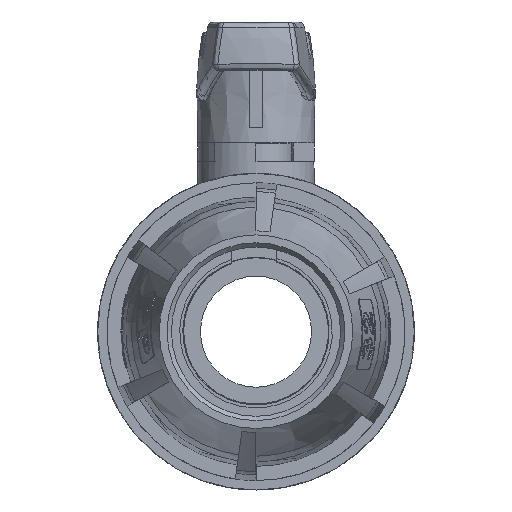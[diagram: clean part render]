
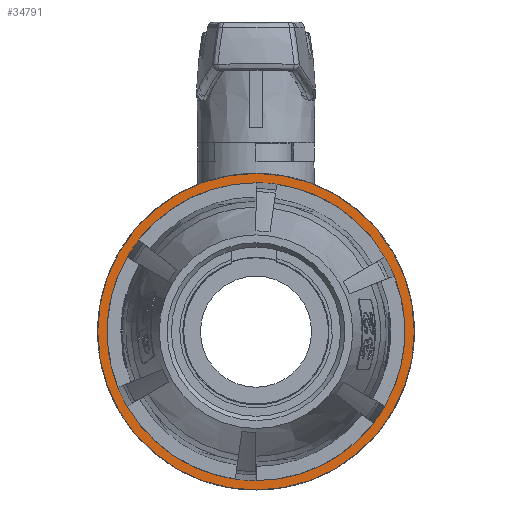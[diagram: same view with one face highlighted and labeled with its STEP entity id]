
A CAD part, left-side view. The second image highlights one B-rep face of the part: STEP entity #34791.
In plain terms, the highlighted planar face has unit normal (-1, 0, 0).
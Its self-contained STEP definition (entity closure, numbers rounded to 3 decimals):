
#1377=CIRCLE('',#37199,21.);
#1380=CIRCLE('',#37203,21.);
#1389=CIRCLE('',#37219,21.);
#1392=CIRCLE('',#37227,21.);
#1394=CIRCLE('',#37234,21.);
#1396=CIRCLE('',#37241,21.);
#1399=CIRCLE('',#37254,33.5);
#2719=FACE_BOUND('',#6828,.T.);
#4680=FACE_OUTER_BOUND('',#6827,.T.);
#6827=EDGE_LOOP('',(#32015));
#6828=EDGE_LOOP('',(#32016,#32017,#32018,#32019,#32020,#32021,#32022,#32023,
#32024,#32025,#32026,#32027,#32028,#32029,#32030,#32031,#32032,#32033,#32034,
#32035,#32036,#32037,#32038,#32039));
#10737=LINE('',#91200,#13142);
#10740=LINE('',#91213,#13145);
#10743=LINE('',#91220,#13148);
#10750=LINE('',#91386,#13155);
#10753=LINE('',#91391,#13158);
#10754=LINE('',#91393,#13159);
#10758=LINE('',#91405,#13163);
#10760=LINE('',#91409,#13165);
#10763=LINE('',#91415,#13168);
#10767=LINE('',#91427,#13172);
#10769=LINE('',#91431,#13174);
#10772=LINE('',#91437,#13177);
#10776=LINE('',#91449,#13181);
#10778=LINE('',#91453,#13183);
#10781=LINE('',#91459,#13186);
#10785=LINE('',#91471,#13190);
#10787=LINE('',#91475,#13192);
#10788=LINE('',#91477,#13193);
#13142=VECTOR('',#44343,10.);
#13145=VECTOR('',#44348,10.);
#13148=VECTOR('',#44353,10.);
#13155=VECTOR('',#44396,10.);
#13158=VECTOR('',#44401,10.);
#13159=VECTOR('',#44404,10.);
#13163=VECTOR('',#44418,10.);
#13165=VECTOR('',#44422,10.);
#13168=VECTOR('',#44427,10.);
#13172=VECTOR('',#44441,10.);
#13174=VECTOR('',#44445,10.);
#13177=VECTOR('',#44450,10.);
#13181=VECTOR('',#44464,10.);
#13183=VECTOR('',#44468,10.);
#13186=VECTOR('',#44473,10.);
#13190=VECTOR('',#44487,10.);
#13192=VECTOR('',#44491,10.);
#13193=VECTOR('',#44494,10.);
#16537=VERTEX_POINT('',#91197);
#16538=VERTEX_POINT('',#91199);
#16540=VERTEX_POINT('',#91211);
#16543=VERTEX_POINT('',#91218);
#16544=VERTEX_POINT('',#91230);
#16547=VERTEX_POINT('',#91238);
#16570=VERTEX_POINT('',#91383);
#16571=VERTEX_POINT('',#91385);
#16572=VERTEX_POINT('',#91389);
#16573=VERTEX_POINT('',#91395);
#16575=VERTEX_POINT('',#91403);
#16576=VERTEX_POINT('',#91407);
#16578=VERTEX_POINT('',#91413);
#16580=VERTEX_POINT('',#91419);
#16581=VERTEX_POINT('',#91425);
#16582=VERTEX_POINT('',#91429);
#16584=VERTEX_POINT('',#91435);
#16586=VERTEX_POINT('',#91441);
#16587=VERTEX_POINT('',#91447);
#16588=VERTEX_POINT('',#91451);
#16590=VERTEX_POINT('',#91457);
#16592=VERTEX_POINT('',#91463);
#16593=VERTEX_POINT('',#91469);
#16594=VERTEX_POINT('',#91473);
#16600=VERTEX_POINT('',#92835);
#21670=EDGE_CURVE('',#16538,#16537,#10737,.T.);
#21674=EDGE_CURVE('',#16537,#16540,#10740,.T.);
#21677=EDGE_CURVE('',#16540,#16543,#10743,.T.);
#21679=EDGE_CURVE('',#16544,#16538,#1377,.T.);
#21684=EDGE_CURVE('',#16543,#16547,#1380,.T.);
#21712=EDGE_CURVE('',#16571,#16570,#10750,.T.);
#21715=EDGE_CURVE('',#16570,#16572,#10753,.T.);
#21716=EDGE_CURVE('',#16572,#16544,#10754,.T.);
#21717=EDGE_CURVE('',#16573,#16571,#1389,.T.);
#21722=EDGE_CURVE('',#16547,#16575,#10758,.T.);
#21724=EDGE_CURVE('',#16575,#16576,#10760,.T.);
#21727=EDGE_CURVE('',#16576,#16578,#10763,.T.);
#21730=EDGE_CURVE('',#16578,#16580,#1392,.T.);
#21733=EDGE_CURVE('',#16580,#16581,#10767,.T.);
#21735=EDGE_CURVE('',#16581,#16582,#10769,.T.);
#21738=EDGE_CURVE('',#16582,#16584,#10772,.T.);
#21741=EDGE_CURVE('',#16584,#16586,#1394,.T.);
#21744=EDGE_CURVE('',#16586,#16587,#10776,.T.);
#21746=EDGE_CURVE('',#16587,#16588,#10778,.T.);
#21749=EDGE_CURVE('',#16588,#16590,#10781,.T.);
#21752=EDGE_CURVE('',#16590,#16592,#1396,.T.);
#21755=EDGE_CURVE('',#16592,#16593,#10785,.T.);
#21757=EDGE_CURVE('',#16593,#16594,#10787,.T.);
#21758=EDGE_CURVE('',#16594,#16573,#10788,.T.);
#21771=EDGE_CURVE('',#16600,#16600,#1399,.T.);
#32015=ORIENTED_EDGE('',*,*,#21771,.T.);
#32016=ORIENTED_EDGE('',*,*,#21677,.T.);
#32017=ORIENTED_EDGE('',*,*,#21684,.T.);
#32018=ORIENTED_EDGE('',*,*,#21722,.T.);
#32019=ORIENTED_EDGE('',*,*,#21724,.T.);
#32020=ORIENTED_EDGE('',*,*,#21727,.T.);
#32021=ORIENTED_EDGE('',*,*,#21730,.T.);
#32022=ORIENTED_EDGE('',*,*,#21733,.T.);
#32023=ORIENTED_EDGE('',*,*,#21735,.T.);
#32024=ORIENTED_EDGE('',*,*,#21738,.T.);
#32025=ORIENTED_EDGE('',*,*,#21741,.T.);
#32026=ORIENTED_EDGE('',*,*,#21744,.T.);
#32027=ORIENTED_EDGE('',*,*,#21746,.T.);
#32028=ORIENTED_EDGE('',*,*,#21749,.T.);
#32029=ORIENTED_EDGE('',*,*,#21752,.T.);
#32030=ORIENTED_EDGE('',*,*,#21755,.T.);
#32031=ORIENTED_EDGE('',*,*,#21757,.T.);
#32032=ORIENTED_EDGE('',*,*,#21758,.T.);
#32033=ORIENTED_EDGE('',*,*,#21717,.T.);
#32034=ORIENTED_EDGE('',*,*,#21712,.T.);
#32035=ORIENTED_EDGE('',*,*,#21715,.T.);
#32036=ORIENTED_EDGE('',*,*,#21716,.T.);
#32037=ORIENTED_EDGE('',*,*,#21679,.T.);
#32038=ORIENTED_EDGE('',*,*,#21670,.T.);
#32039=ORIENTED_EDGE('',*,*,#21674,.T.);
#32830=PLANE('',#37255);
#34791=ADVANCED_FACE('',(#4680,#2719),#32830,.T.);
#37199=AXIS2_PLACEMENT_3D('',#91231,#44356,#44357);
#37203=AXIS2_PLACEMENT_3D('',#91240,#44366,#44367);
#37219=AXIS2_PLACEMENT_3D('',#91396,#44407,#44408);
#37227=AXIS2_PLACEMENT_3D('',#91421,#44433,#44434);
#37234=AXIS2_PLACEMENT_3D('',#91443,#44456,#44457);
#37241=AXIS2_PLACEMENT_3D('',#91465,#44479,#44480);
#37254=AXIS2_PLACEMENT_3D('',#92836,#44511,#44512);
#37255=AXIS2_PLACEMENT_3D('',#92838,#44514,#44515);
#44343=DIRECTION('',(0.,-0.804,-0.594));
#44348=DIRECTION('',(0.,0.,-1.));
#44353=DIRECTION('',(0.,0.804,-0.594));
#44356=DIRECTION('center_axis',(1.,0.,0.));
#44357=DIRECTION('ref_axis',(0.,0.,
-1.));
#44366=DIRECTION('center_axis',(1.,0.,0.));
#44367=DIRECTION('ref_axis',(0.,0.,
-1.));
#44396=DIRECTION('',(0.,-0.917,0.399));
#44401=DIRECTION('',(0.,-0.866,-0.5));
#44404=DIRECTION('',(0.,-0.113,-0.994));
#44407=DIRECTION('center_axis',(1.,0.,0.));
#44408=DIRECTION('ref_axis',(0.,0.,
-1.));
#44418=DIRECTION('',(0.,0.113,-0.994));
#44422=DIRECTION('',(0.,0.866,-0.5));
#44427=DIRECTION('',(0.,0.917,0.399));
#44433=DIRECTION('center_axis',(1.,0.,0.));
#44434=DIRECTION('ref_axis',(0.,0.,
-1.));
#44441=DIRECTION('',(0.,0.917,-0.399));
#44445=DIRECTION('',(0.,0.866,0.5));
#44450=DIRECTION('',(0.,0.113,0.994));
#44456=DIRECTION('center_axis',(1.,0.,0.));
#44457=DIRECTION('ref_axis',(0.,0.,
-1.));
#44464=DIRECTION('',(0.,0.804,0.594));
#44468=DIRECTION('',(0.,0.,1.));
#44473=DIRECTION('',(0.,-0.804,0.594));
#44479=DIRECTION('center_axis',(1.,0.,0.));
#44480=DIRECTION('ref_axis',(0.,0.,
-1.));
#44487=DIRECTION('',(0.,-0.113,0.994));
#44491=DIRECTION('',(0.,-0.866,0.5));
#44494=DIRECTION('',(0.,-0.917,-0.399));
#44511=DIRECTION('center_axis',(-1.,0.,0.));
#44512=DIRECTION('ref_axis',(0.,0.,
-1.));
#44514=DIRECTION('center_axis',(-1.,0.,0.));
#44515=DIRECTION('ref_axis',(0.,0.,
-1.));
#91197=CARTESIAN_POINT('',(-33.81,-22.211,4.759));
#91199=CARTESIAN_POINT('',(-33.81,-20.292,6.177));
#91200=CARTESIAN_POINT('',(-33.81,-15.303,9.865));
#91211=CARTESIAN_POINT('',(-33.81,-22.211,1.159));
#91213=CARTESIAN_POINT('',(-33.81,-22.211,2.073));
#91218=CARTESIAN_POINT('',(-33.81,-20.283,-0.266));
#91220=CARTESIAN_POINT('',(-33.81,-14.351,-4.65));
#91230=CARTESIAN_POINT('',(-33.81,-12.726,19.327));
#91231=CARTESIAN_POINT('Origin',(-33.81,0.464,2.986));
#91238=CARTESIAN_POINT('',(-33.81,-12.678,-13.394));
#91240=CARTESIAN_POINT('Origin',(-33.81,0.464,2.986));
#91383=CARTESIAN_POINT('',(-33.81,-9.338,23.509));
#91385=CARTESIAN_POINT('',(-33.81,-7.15,22.557));
#91386=CARTESIAN_POINT('',(-33.81,-1.462,20.08));
#91389=CARTESIAN_POINT('',(-33.81,-12.456,21.709));
#91391=CARTESIAN_POINT('',(-33.81,-11.664,22.166));
#91393=CARTESIAN_POINT('',(-33.81,-13.557,11.999));
#91395=CARTESIAN_POINT('',(-33.81,8.021,22.579));
#91396=CARTESIAN_POINT('Origin',(-33.81,0.464,2.986));
#91403=CARTESIAN_POINT('',(-33.81,-12.409,-15.764));
#91405=CARTESIAN_POINT('',(-33.81,-13.377,-7.229));
#91407=CARTESIAN_POINT('',(-33.81,-9.291,-17.564));
#91409=CARTESIAN_POINT('',(-33.81,-10.082,-17.108));
#91413=CARTESIAN_POINT('',(-33.81,-7.093,-16.607));
#91415=CARTESIAN_POINT('',(-33.81,-0.331,-13.663));
#91419=CARTESIAN_POINT('',(-33.81,8.078,-16.585));
#91421=CARTESIAN_POINT('Origin',(-33.81,0.464,2.986));
#91425=CARTESIAN_POINT('',(-33.81,10.266,-17.537));
#91427=CARTESIAN_POINT('',(-33.81,2.39,-14.108));
#91429=CARTESIAN_POINT('',(-33.81,13.384,-15.737));
#91431=CARTESIAN_POINT('',(-33.81,12.592,-16.194));
#91435=CARTESIAN_POINT('',(-33.81,13.654,-13.355));
#91437=CARTESIAN_POINT('',(-33.81,14.485,-6.027));
#91441=CARTESIAN_POINT('',(-33.81,21.22,-0.205));
#91443=CARTESIAN_POINT('Origin',(-33.81,0.464,2.986));
#91447=CARTESIAN_POINT('',(-33.81,23.139,1.213));
#91449=CARTESIAN_POINT('',(-33.81,16.231,-3.893));
#91451=CARTESIAN_POINT('',(-33.81,23.139,4.813));
#91453=CARTESIAN_POINT('',(-33.81,23.139,3.899));
#91457=CARTESIAN_POINT('',(-33.81,21.211,6.238));
#91459=CARTESIAN_POINT('',(-33.81,15.279,10.622));
#91463=CARTESIAN_POINT('',(-33.81,13.606,19.366));
#91465=CARTESIAN_POINT('Origin',(-33.81,0.464,2.986));
#91469=CARTESIAN_POINT('',(-33.81,13.337,21.736));
#91471=CARTESIAN_POINT('',(-33.81,14.305,13.201));
#91473=CARTESIAN_POINT('',(-33.81,10.219,23.536));
#91475=CARTESIAN_POINT('',(-33.81,11.01,23.08));
#91477=CARTESIAN_POINT('',(-33.81,1.259,19.635));
#92835=CARTESIAN_POINT('',(-33.81,0.464,36.486));
#92836=CARTESIAN_POINT('Origin',(-33.81,0.464,2.986));
#92838=CARTESIAN_POINT('Origin',(-33.81,0.464,2.986));
